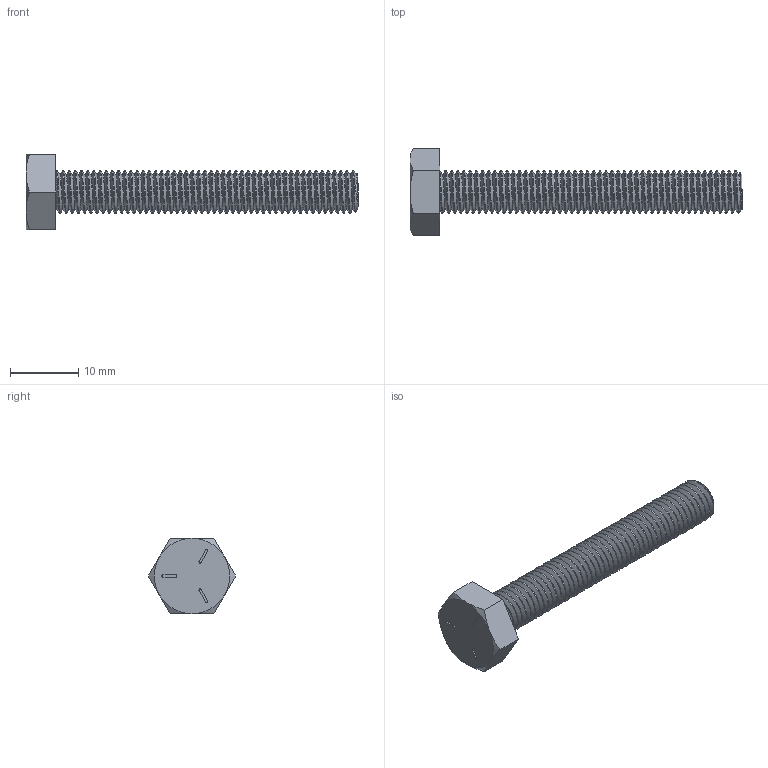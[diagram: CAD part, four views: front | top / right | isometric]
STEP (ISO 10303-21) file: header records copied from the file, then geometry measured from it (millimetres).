
FILE_DESCRIPTION (( 'STEP AP203' ), '1' );
FILE_NAME ('92865A014.step', '2014-06-25T21:27:09', ( '' ), ( '' ), 'SwSTEP 2.0', 'SolidWorks 2010', '' );
FILE_SCHEMA (( 'CONFIG_CONTROL_DESIGN' ));
Length unit declared in the file: inch
Products named in the file (1): 92865A014
Bounding box: 48.82 x 12.83 x 11.11 mm (x, y, z)
Volume: 1625.2 mm3; surface area: 1779.9 mm2
Topology: 1 solids, 1 shells, 136 faces, 384 edges, 254 vertices
Faces by surface type: cylinder 106, plane 18, cone 9, bspline 3
Entity records: 11879 total; most frequent: CARTESIAN_POINT 8898, ORIENTED_EDGE 768, DIRECTION 459, EDGE_CURVE 384, VERTEX_POINT 254, AXIS2_PLACEMENT_3D 161, EDGE_LOOP 140, VECTOR 137
